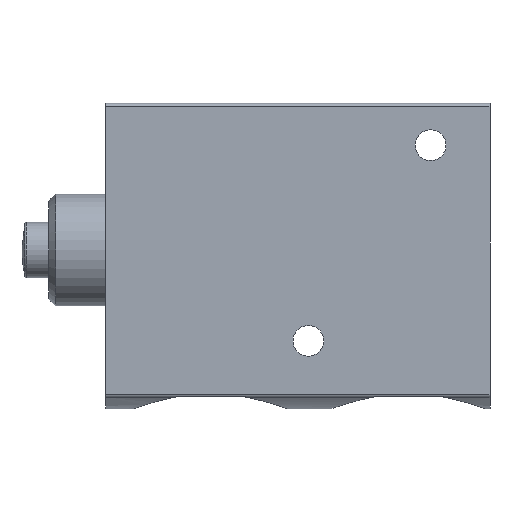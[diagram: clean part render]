
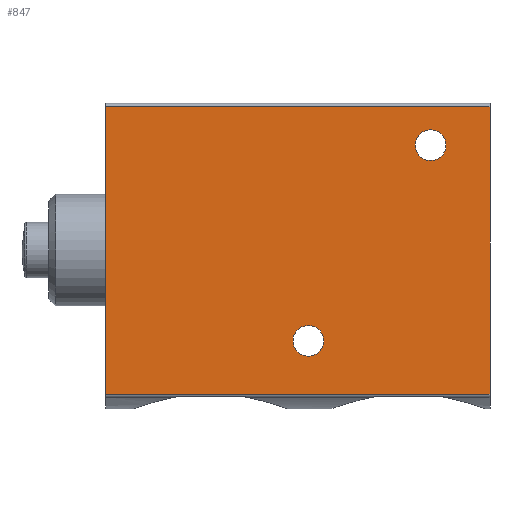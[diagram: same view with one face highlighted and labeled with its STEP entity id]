
A CAD part, left-side view. The second image highlights one B-rep face of the part: STEP entity #847.
In plain terms, the highlighted face is planar.
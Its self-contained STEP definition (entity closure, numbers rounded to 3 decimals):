
#52=PLANE('',#938);
#80=CIRCLE('',#939,2.2);
#81=CIRCLE('',#940,2.2);
#135=LINE('',#1402,#165);
#140=LINE('',#1444,#170);
#147=LINE('',#1471,#177);
#148=LINE('',#1472,#178);
#165=VECTOR('',#1066,1000.);
#170=VECTOR('',#1083,1000.);
#177=VECTOR('',#1112,1000.);
#178=VECTOR('',#1113,1000.);
#242=ORIENTED_EDGE('',*,*,#436,.T.);
#243=ORIENTED_EDGE('',*,*,#437,.T.);
#244=ORIENTED_EDGE('',*,*,#438,.T.);
#245=ORIENTED_EDGE('',*,*,#424,.F.);
#246=ORIENTED_EDGE('',*,*,#439,.F.);
#247=ORIENTED_EDGE('',*,*,#411,.T.);
#411=EDGE_CURVE('',#511,#510,#135,.T.);
#424=EDGE_CURVE('',#520,#517,#140,.T.);
#436=EDGE_CURVE('',#528,#528,#80,.T.);
#437=EDGE_CURVE('',#529,#529,#81,.T.);
#438=EDGE_CURVE('',#510,#517,#147,.T.);
#439=EDGE_CURVE('',#511,#520,#148,.T.);
#510=VERTEX_POINT('',#1401);
#511=VERTEX_POINT('',#1403);
#517=VERTEX_POINT('',#1438);
#520=VERTEX_POINT('',#1443);
#528=VERTEX_POINT('',#1468);
#529=VERTEX_POINT('',#1470);
#604=EDGE_LOOP('',(#242));
#605=EDGE_LOOP('',(#243));
#606=EDGE_LOOP('',(#244,#245,#246,#247));
#712=FACE_BOUND('',#604,.T.);
#713=FACE_BOUND('',#605,.T.);
#714=FACE_BOUND('',#606,.T.);
#847=ADVANCED_FACE('',(#712,#713,#714),#52,.F.);
#938=AXIS2_PLACEMENT_3D('',#1466,#1106,#1107);
#939=AXIS2_PLACEMENT_3D('',#1467,#1108,#1109);
#940=AXIS2_PLACEMENT_3D('',#1469,#1110,#1111);
#1066=DIRECTION('',(0.,-1.,0.));
#1083=DIRECTION('',(0.,-1.,0.));
#1106=DIRECTION('',(0.,0.,1.));
#1107=DIRECTION('',(1.,0.,0.));
#1108=DIRECTION('',(0.,0.,1.));
#1109=DIRECTION('',(1.,0.,0.));
#1110=DIRECTION('',(0.,0.,1.));
#1111=DIRECTION('',(1.,0.,0.));
#1112=DIRECTION('',(-1.,0.,0.));
#1113=DIRECTION('',(-1.,0.,0.));
#1401=CARTESIAN_POINT('',(20.644,0.,-10.));
#1402=CARTESIAN_POINT('',(20.644,55.,-10.));
#1403=CARTESIAN_POINT('',(20.644,55.,-10.));
#1438=CARTESIAN_POINT('',(-20.5,0.,-10.));
#1443=CARTESIAN_POINT('',(-20.5,55.,-10.));
#1444=CARTESIAN_POINT('',(-20.5,55.,-10.));
#1466=CARTESIAN_POINT('',(20.644,55.,-10.));
#1467=CARTESIAN_POINT('',(13.,26.,-10.));
#1468=CARTESIAN_POINT('',(15.2,26.,-10.));
#1469=CARTESIAN_POINT('',(-15.,8.5,-10.));
#1470=CARTESIAN_POINT('',(-12.8,8.5,-10.));
#1471=CARTESIAN_POINT('',(20.644,0.,-10.));
#1472=CARTESIAN_POINT('',(20.644,55.,-10.));
